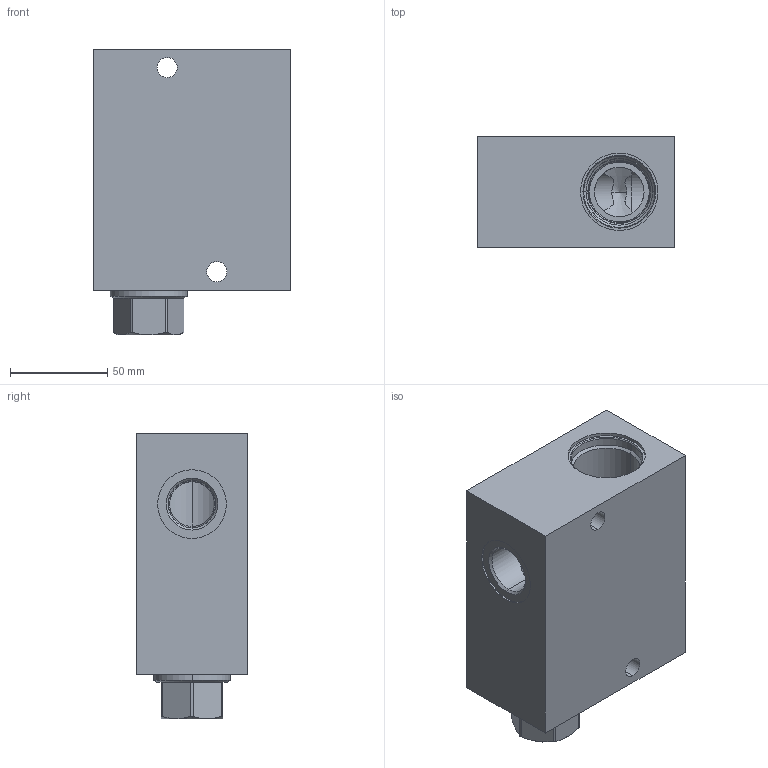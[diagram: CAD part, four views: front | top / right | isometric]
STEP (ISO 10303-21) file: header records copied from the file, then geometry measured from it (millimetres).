
FILE_DESCRIPTION((''),'2;1');
FILE_NAME('INW_ASM','2019-10-11T',('ProEService'),(''),'PRO/ENGINEER BY PARAMETRIC TECHNOLOGY CORPORATION, 2014200','PRO/ENGINEER BY PARAMETRIC TECHNOLOGY CORPORATION, 2014200','');
FILE_SCHEMA(('CONFIG_CONTROL_DESIGN'));
Length unit declared in the file: inch
Products named in the file (3): 150-758-007; CXHAXAN; INW_ASM
Assembly tree (2 placements, depth 2):
  INW_ASM
    150-758-007
    CXHAXAN
Bounding box: 101.6 x 57.15 x 146.86 mm (x, y, z)
Volume: 589104.3 mm3; surface area: 94862 mm2
Topology: 4 solids, 4 shells, 247 faces, 783 edges, 632 vertices
Faces by surface type: cylinder 118, cone 60, plane 42, torus 19, revolution 8
Entity records: 10527 total; most frequent: CARTESIAN_POINT 3694, DIRECTION 1437, ORIENTED_EDGE 1162, EDGE_CURVE 581, AXIS2_PLACEMENT_3D 519, VECTOR 391, LINE 391, VERTEX_POINT 354
